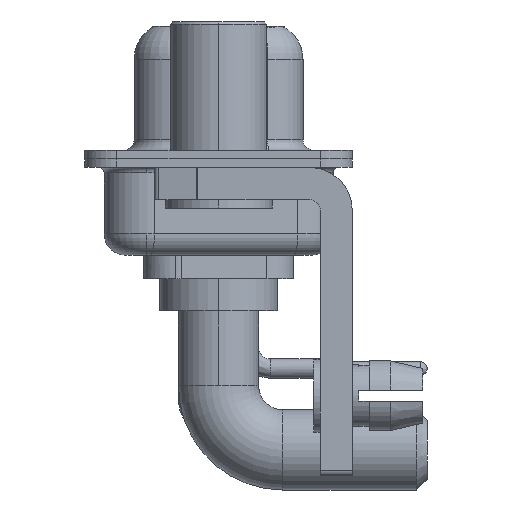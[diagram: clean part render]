
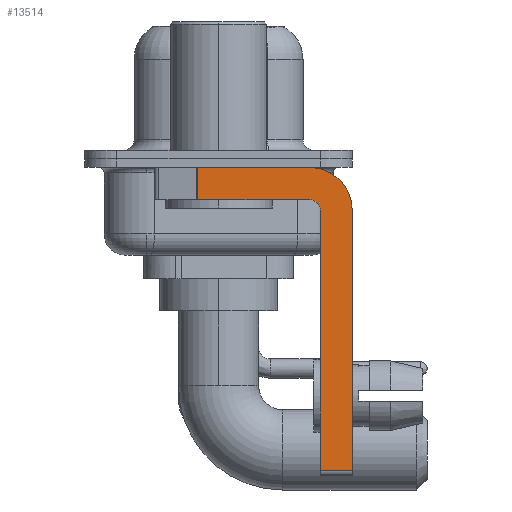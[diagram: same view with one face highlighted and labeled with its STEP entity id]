
A CAD part, left-side view. The second image highlights one B-rep face of the part: STEP entity #13514.
In plain terms, the highlighted planar face has unit normal (-1, 0, 0).
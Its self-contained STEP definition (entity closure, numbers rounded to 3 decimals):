
#189 = EDGE_CURVE ( 'NONE', #7370, #17734, #4488, .T. ) ;
#344 = CARTESIAN_POINT ( 'NONE',  ( -2.9, -4.25, -14.55 ) ) ;
#894 = VECTOR ( 'NONE', #12778, 1000. ) ;
#1087 = LINE ( 'NONE', #22374, #24228 ) ;
#1298 = EDGE_CURVE ( 'NONE', #7370, #1758, #17909, .T. ) ;
#1758 = VERTEX_POINT ( 'NONE', #15398 ) ;
#1923 = LINE ( 'NONE', #10083, #8418 ) ;
#2481 = EDGE_CURVE ( 'NONE', #11015, #17734, #14891, .T. ) ;
#2593 = DIRECTION ( 'NONE',  ( 0., 0., -1. ) ) ;
#2743 = ORIENTED_EDGE ( 'NONE', *, *, #3583, .F. ) ;
#3134 = DIRECTION ( 'NONE',  ( 0., 0., 1. ) ) ;
#3583 = EDGE_CURVE ( 'NONE', #1758, #27062, #7440, .T. ) ;
#3707 = CARTESIAN_POINT ( 'NONE',  ( -2.9, -4.25, -1.9 ) ) ;
#4488 = LINE ( 'NONE', #344, #894 ) ;
#4670 = CARTESIAN_POINT ( 'NONE',  ( -2.9, 0.978, -0.4 ) ) ;
#4687 = VERTEX_POINT ( 'NONE', #10710 ) ;
#4977 = ORIENTED_EDGE ( 'NONE', *, *, #25387, .T. ) ;
#5556 = PLANE ( 'NONE',  #11577 ) ;
#5672 = CARTESIAN_POINT ( 'NONE',  ( -2.9, -6.25, -2.4 ) ) ;
#5757 = CARTESIAN_POINT ( 'NONE',  ( -2.9, -4.25, -2.4 ) ) ;
#5773 = DIRECTION ( 'NONE',  ( 0., 1., 0. ) ) ;
#5829 = DIRECTION ( 'NONE',  ( 1., 0., 0. ) ) ;
#6803 = EDGE_CURVE ( 'NONE', #27062, #21902, #1087, .T. ) ;
#7253 = EDGE_CURVE ( 'NONE', #22962, #4687, #12103, .T. ) ;
#7370 = VERTEX_POINT ( 'NONE', #24165 ) ;
#7440 = CIRCLE ( 'NONE', #8361, 0.5 ) ;
#7517 = EDGE_LOOP ( 'NONE', ( #22235, #4977, #16478, #2743, #19236, #22199, #21567, #25556 ) ) ;
#7556 = CARTESIAN_POINT ( 'NONE',  ( -2.9, 0.978, -1.9 ) ) ;
#7634 = CARTESIAN_POINT ( 'NONE',  ( -2.9, -4.25, -2.4 ) ) ;
#7779 = DIRECTION ( 'NONE',  ( 0., 0., 1. ) ) ;
#8361 = AXIS2_PLACEMENT_3D ( 'NONE', #9589, #20210, #7779 ) ;
#8418 = VECTOR ( 'NONE', #20718, 1000. ) ;
#9589 = CARTESIAN_POINT ( 'NONE',  ( -2.9, -4.25, -2.4 ) ) ;
#9726 = DIRECTION ( 'NONE',  ( 0., 0., -1. ) ) ;
#9991 = FACE_OUTER_BOUND ( 'NONE', #7517, .T. ) ;
#10083 = CARTESIAN_POINT ( 'NONE',  ( -2.9, 0.978, -1.9 ) ) ;
#10364 = CIRCLE ( 'NONE', #13874, 2. ) ;
#10557 = VECTOR ( 'NONE', #11963, 1000. ) ;
#10710 = CARTESIAN_POINT ( 'NONE',  ( -2.9, -4.25, -0.4 ) ) ;
#11015 = VERTEX_POINT ( 'NONE', #5672 ) ;
#11577 = AXIS2_PLACEMENT_3D ( 'NONE', #7634, #5829, #9726 ) ;
#11829 = CARTESIAN_POINT ( 'NONE',  ( -2.9, -4.75, -14.8 ) ) ;
#11963 = DIRECTION ( 'NONE',  ( 0., -1., 0. ) ) ;
#12103 = LINE ( 'NONE', #24568, #10557 ) ;
#12778 = DIRECTION ( 'NONE',  ( 0., -1., 0. ) ) ;
#13514 = ADVANCED_FACE ( 'NONE', ( #9991 ), #5556, .F. ) ;
#13874 = AXIS2_PLACEMENT_3D ( 'NONE', #5757, #16398, #26526 ) ;
#14311 = VECTOR ( 'NONE', #2593, 1000. ) ;
#14891 = LINE ( 'NONE', #23763, #14311 ) ;
#15398 = CARTESIAN_POINT ( 'NONE',  ( -2.9, -4.75, -2.4 ) ) ;
#16398 = DIRECTION ( 'NONE',  ( 1., 0., 0. ) ) ;
#16478 = ORIENTED_EDGE ( 'NONE', *, *, #6803, .F. ) ;
#17734 = VERTEX_POINT ( 'NONE', #27142 ) ;
#17909 = LINE ( 'NONE', #11829, #21325 ) ;
#18646 = EDGE_CURVE ( 'NONE', #4687, #11015, #10364, .T. ) ;
#19236 = ORIENTED_EDGE ( 'NONE', *, *, #1298, .F. ) ;
#20210 = DIRECTION ( 'NONE',  ( -1., 0., 0. ) ) ;
#20718 = DIRECTION ( 'NONE',  ( 0., 0., -1. ) ) ;
#21325 = VECTOR ( 'NONE', #3134, 1000. ) ;
#21567 = ORIENTED_EDGE ( 'NONE', *, *, #2481, .F. ) ;
#21902 = VERTEX_POINT ( 'NONE', #7556 ) ;
#22199 = ORIENTED_EDGE ( 'NONE', *, *, #189, .T. ) ;
#22235 = ORIENTED_EDGE ( 'NONE', *, *, #7253, .F. ) ;
#22374 = CARTESIAN_POINT ( 'NONE',  ( -2.9, -4.25, -1.9 ) ) ;
#22962 = VERTEX_POINT ( 'NONE', #4670 ) ;
#23763 = CARTESIAN_POINT ( 'NONE',  ( -2.9, -6.25, -2.4 ) ) ;
#24165 = CARTESIAN_POINT ( 'NONE',  ( -2.9, -4.75, -14.55 ) ) ;
#24228 = VECTOR ( 'NONE', #5773, 1000. ) ;
#24568 = CARTESIAN_POINT ( 'NONE',  ( -2.9, 3., -0.4 ) ) ;
#25387 = EDGE_CURVE ( 'NONE', #22962, #21902, #1923, .T. ) ;
#25556 = ORIENTED_EDGE ( 'NONE', *, *, #18646, .F. ) ;
#26526 = DIRECTION ( 'NONE',  ( 0., 0., -1. ) ) ;
#27062 = VERTEX_POINT ( 'NONE', #3707 ) ;
#27142 = CARTESIAN_POINT ( 'NONE',  ( -2.9, -6.25, -14.55 ) ) ;
